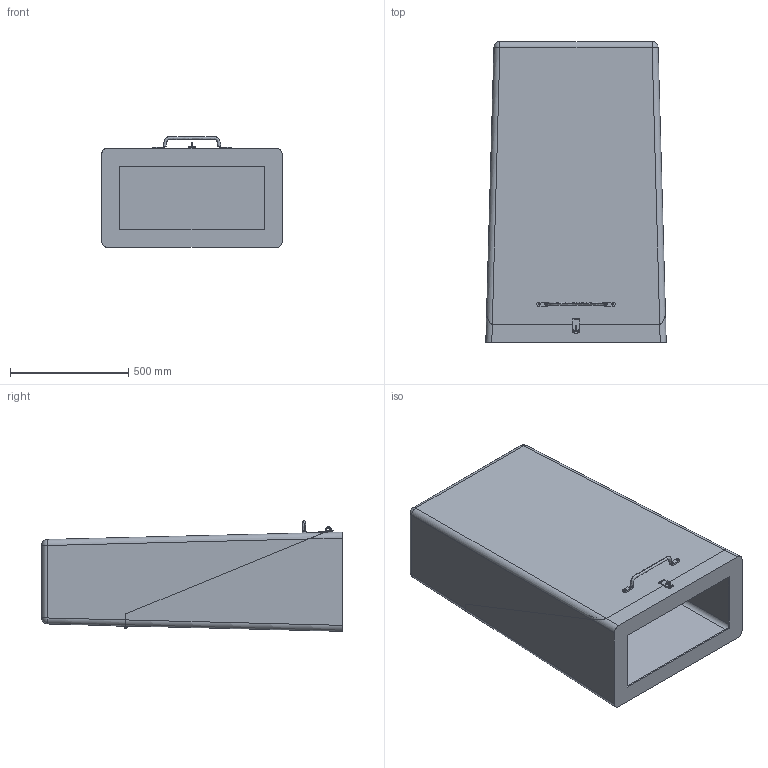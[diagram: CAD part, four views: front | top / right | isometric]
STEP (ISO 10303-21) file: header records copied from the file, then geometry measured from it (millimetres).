
FILE_DESCRIPTION (( 'STEP AP214' ), '1' );
FILE_NAME ('M1630.STEP', '2020-10-02T12:46:51', ( '' ), ( '' ), 'SwSTEP 2.0', 'SolidWorks 2020', '' );
FILE_SCHEMA (( 'AUTOMOTIVE_DESIGN' ));
Length unit declared in the file: inch
Products named in the file (1): M1630
Bounding box: 762 x 1270 x 467.45 mm (x, y, z)
Volume: 22102044.1 mm3; surface area: 6562353.9 mm2
Topology: 12 solids, 12 shells, 319 faces, 810 edges, 508 vertices
Faces by surface type: plane 144, cylinder 109, bspline 28, cone 26, sphere 8, torus 4
Entity records: 16106 total; most frequent: CARTESIAN_POINT 4222, ORIENTED_EDGE 1604, DIRECTION 1509, EDGE_CURVE 802, AXIS2_PLACEMENT_3D 524, VERTEX_POINT 508, VECTOR 461, LINE 461
